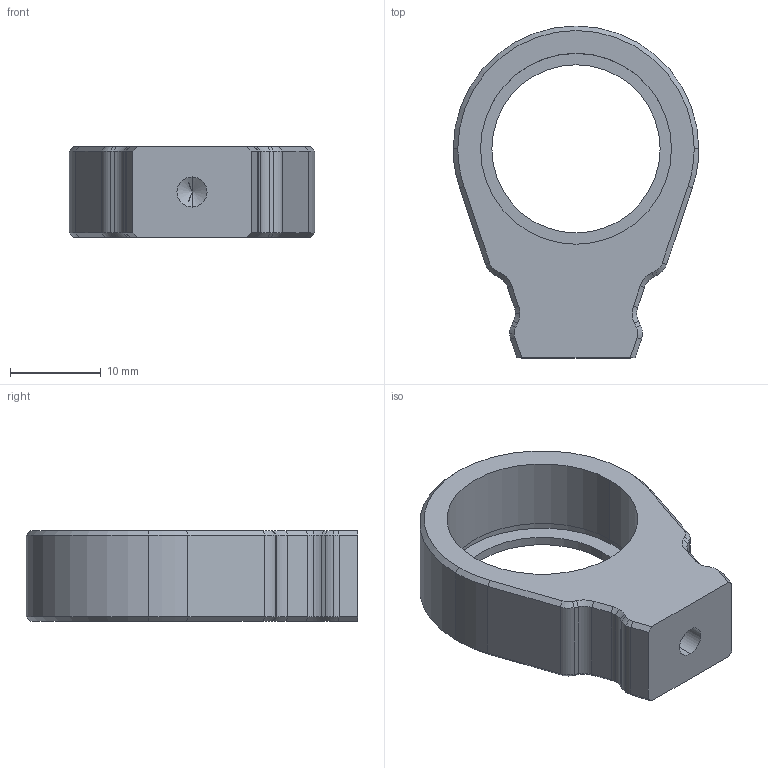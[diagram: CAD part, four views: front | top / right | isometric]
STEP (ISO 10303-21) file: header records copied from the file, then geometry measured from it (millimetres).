
FILE_DESCRIPTION (( 'STEP AP203' ), '1' );
FILE_NAME ('20mm噩殤.STEP', '2020-10-09T08:51:29', ( '' ), ( '' ), 'SwSTEP 2.0', 'SolidWorks 2019', '' );
FILE_SCHEMA (( 'CONFIG_CONTROL_DESIGN' ));
Length unit declared in the file: millimetre
Products named in the file (1): 20mm噩殤
Bounding box: 27 x 36.5 x 10 mm (x, y, z)
Volume: 3950.4 mm3; surface area: 2737.3 mm2
Topology: 1 solids, 1 shells, 84 faces, 196 edges, 115 vertices
Faces by surface type: plane 35, cone 28, cylinder 21
Entity records: 2425 total; most frequent: DIRECTION 434, CARTESIAN_POINT 394, ORIENTED_EDGE 388, EDGE_CURVE 194, AXIS2_PLACEMENT_3D 155, LINE 124, VECTOR 124, VERTEX_POINT 115
